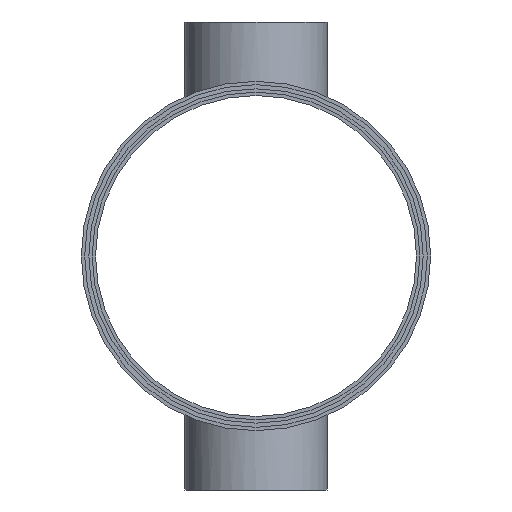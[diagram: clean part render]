
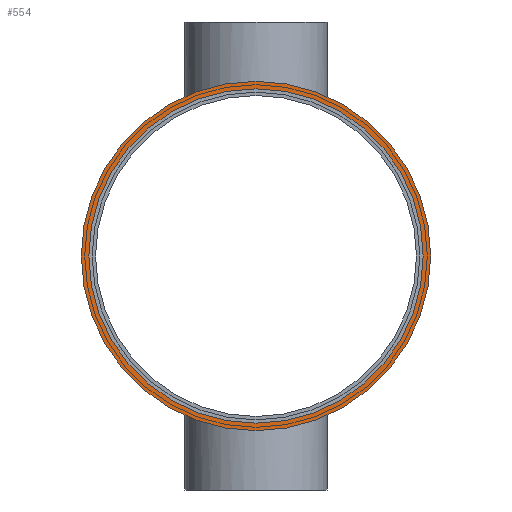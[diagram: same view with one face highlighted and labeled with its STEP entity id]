
A CAD part, front view. The second image highlights one B-rep face of the part: STEP entity #554.
In plain terms, the highlighted planar face has unit normal (0, -1, 0).
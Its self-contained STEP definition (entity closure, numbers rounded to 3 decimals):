
#180 = EDGE_CURVE ( 'NONE', #181, #182, #1918, .T. ) ;
#181 = VERTEX_POINT ( 'NONE', #1910 ) ;
#182 = VERTEX_POINT ( 'NONE', #1909 ) ;
#201 = VERTEX_POINT ( 'NONE', #1934 ) ;
#203 = EDGE_CURVE ( 'NONE', #204, #201, #1933, .T. ) ;
#204 = VERTEX_POINT ( 'NONE', #1928 ) ;
#534 = ORIENTED_EDGE ( 'NONE', *, *, #180, .F. ) ;
#535 = ORIENTED_EDGE ( 'NONE', *, *, #551, .F. ) ;
#551 = EDGE_CURVE ( 'NONE', #182, #181, #2816, .T. ) ;
#554 = ADVANCED_FACE ( 'NONE', ( #2812, #2811 ), #2810, .T. ) ;
#555 = EDGE_LOOP ( 'NONE', ( #556, #557 ) ) ;
#556 = ORIENTED_EDGE ( 'NONE', *, *, #203, .T. ) ;
#557 = ORIENTED_EDGE ( 'NONE', *, *, #558, .T. ) ;
#558 = EDGE_CURVE ( 'NONE', #201, #204, #2808, .T. ) ;
#559 = EDGE_LOOP ( 'NONE', ( #534, #535 ) ) ;
#1909 = CARTESIAN_POINT ( 'NONE',  ( 0., 50., 100. ) ) ;
#1910 = CARTESIAN_POINT ( 'NONE',  ( 0., 50., -100. ) ) ;
#1911 = DIRECTION ( 'NONE',  ( 0., 0., -1. ) ) ;
#1912 = DIRECTION ( 'NONE',  ( 0., -1., 0. ) ) ;
#1913 = CARTESIAN_POINT ( 'NONE',  ( 0., 50., 0. ) ) ;
#1914 = AXIS2_PLACEMENT_3D ( 'NONE', #1913, #1912, #1911 ) ;
#1918 = CIRCLE ( 'NONE', #1914, 100. ) ;
#1928 = CARTESIAN_POINT ( 'NONE',  ( 0., 50., -104.5 ) ) ;
#1929 = DIRECTION ( 'NONE',  ( 0., 0., -1. ) ) ;
#1930 = DIRECTION ( 'NONE',  ( 0., -1., 0. ) ) ;
#1931 = CARTESIAN_POINT ( 'NONE',  ( 0., 50., 0. ) ) ;
#1932 = AXIS2_PLACEMENT_3D ( 'NONE', #1931, #1930, #1929 ) ;
#1933 = CIRCLE ( 'NONE', #1932, 104.5 ) ;
#1934 = CARTESIAN_POINT ( 'NONE',  ( 0., 50., 104.5 ) ) ;
#2752 = CARTESIAN_POINT ( 'NONE',  ( 0., 50., 0. ) ) ;
#2801 = DIRECTION ( 'NONE',  ( 0., 0., -1. ) ) ;
#2802 = DIRECTION ( 'NONE',  ( 0., -1., 0. ) ) ;
#2803 = CARTESIAN_POINT ( 'NONE',  ( 0., 50., 0. ) ) ;
#2804 = AXIS2_PLACEMENT_3D ( 'NONE', #2803, #2802, #2801 ) ;
#2805 = DIRECTION ( 'NONE',  ( 0., 0., -1. ) ) ;
#2806 = DIRECTION ( 'NONE',  ( 0., -1., 0. ) ) ;
#2807 = AXIS2_PLACEMENT_3D ( 'NONE', #2809, #2806, #2805 ) ;
#2808 = CIRCLE ( 'NONE', #2804, 104.5 ) ;
#2809 = CARTESIAN_POINT ( 'NONE',  ( 0., 50., 100. ) ) ;
#2810 = PLANE ( 'NONE',  #2807 ) ;
#2811 = FACE_BOUND ( 'NONE', #559, .T. ) ;
#2812 = FACE_OUTER_BOUND ( 'NONE', #555, .T. ) ;
#2813 = DIRECTION ( 'NONE',  ( 0., 0., -1. ) ) ;
#2814 = DIRECTION ( 'NONE',  ( 0., -1., 0. ) ) ;
#2815 = AXIS2_PLACEMENT_3D ( 'NONE', #2752, #2814, #2813 ) ;
#2816 = CIRCLE ( 'NONE', #2815, 100. ) ;
